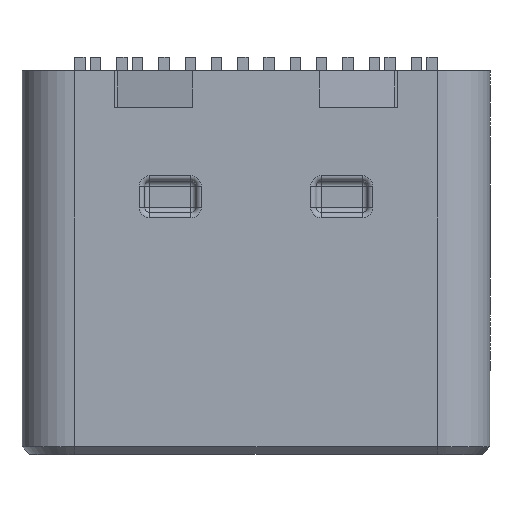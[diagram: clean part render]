
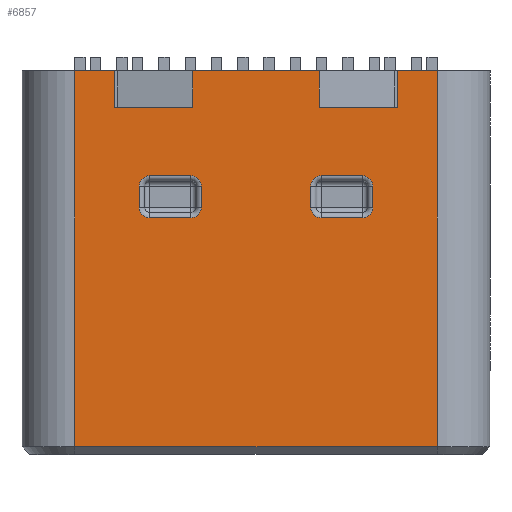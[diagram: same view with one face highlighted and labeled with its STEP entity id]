
A CAD part, top view. The second image highlights one B-rep face of the part: STEP entity #6857.
In plain terms, the highlighted planar face has unit normal (0, 0, 1).
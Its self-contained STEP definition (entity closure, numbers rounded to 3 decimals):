
#80=FACE_BOUND('',#823,.T.);
#81=FACE_BOUND('',#824,.T.);
#139=PLANE('',#7313);
#426=FACE_OUTER_BOUND('',#822,.T.);
#822=EDGE_LOOP('',(#5060,#5061,#5062,#5063,#5064,#5065,#5066,#5067,#5068,
#5069,#5070,#5071));
#823=EDGE_LOOP('',(#5072,#5073,#5074,#5075,#5076,#5077,#5078,#5079));
#824=EDGE_LOOP('',(#5080,#5081,#5082,#5083,#5084,#5085,#5086,#5087));
#1363=LINE('',#10398,#2147);
#1365=LINE('',#10403,#2149);
#1378=LINE('',#10431,#2162);
#1379=LINE('',#10434,#2163);
#1385=LINE('',#10445,#2169);
#1392=LINE('',#10459,#2176);
#1393=LINE('',#10461,#2177);
#1394=LINE('',#10463,#2178);
#1395=LINE('',#10464,#2179);
#1396=LINE('',#10465,#2180);
#1397=LINE('',#10467,#2181);
#1398=LINE('',#10468,#2182);
#1399=LINE('',#10473,#2183);
#1400=LINE('',#10477,#2184);
#1401=LINE('',#10481,#2185);
#1402=LINE('',#10484,#2186);
#1403=LINE('',#10489,#2187);
#1404=LINE('',#10493,#2188);
#1405=LINE('',#10497,#2189);
#1406=LINE('',#10500,#2190);
#2147=VECTOR('',#8256,0.75);
#2149=VECTOR('',#8260,0.75);
#2162=VECTOR('',#8279,2.4);
#2163=VECTOR('',#8282,0.7);
#2169=VECTOR('',#8292,1.5);
#2176=VECTOR('',#8305,7.15);
#2177=VECTOR('',#8306,0.7);
#2178=VECTOR('',#8307,1.5);
#2179=VECTOR('',#8308,0.7);
#2180=VECTOR('',#8309,0.7);
#2181=VECTOR('',#8310,7.15);
#2182=VECTOR('',#8311,6.9);
#2183=VECTOR('',#8314,0.4);
#2184=VECTOR('',#8317,0.78);
#2185=VECTOR('',#8320,0.4);
#2186=VECTOR('',#8323,0.78);
#2187=VECTOR('',#8326,0.4);
#2188=VECTOR('',#8329,0.78);
#2189=VECTOR('',#8332,0.4);
#2190=VECTOR('',#8335,0.78);
#2754=CIRCLE('',#7314,0.2);
#2755=CIRCLE('',#7315,0.2);
#2756=CIRCLE('',#7316,0.2);
#2757=CIRCLE('',#7317,0.2);
#2758=CIRCLE('',#7318,0.2);
#2759=CIRCLE('',#7319,0.2);
#2760=CIRCLE('',#7320,0.2);
#2761=CIRCLE('',#7321,0.2);
#3143=VERTEX_POINT('',#10395);
#3144=VERTEX_POINT('',#10397);
#3145=VERTEX_POINT('',#10401);
#3146=VERTEX_POINT('',#10402);
#3151=VERTEX_POINT('',#10415);
#3158=VERTEX_POINT('',#10429);
#3159=VERTEX_POINT('',#10433);
#3162=VERTEX_POINT('',#10442);
#3166=VERTEX_POINT('',#10458);
#3167=VERTEX_POINT('',#10460);
#3168=VERTEX_POINT('',#10462);
#3169=VERTEX_POINT('',#10466);
#3170=VERTEX_POINT('',#10469);
#3171=VERTEX_POINT('',#10470);
#3172=VERTEX_POINT('',#10472);
#3173=VERTEX_POINT('',#10474);
#3174=VERTEX_POINT('',#10476);
#3175=VERTEX_POINT('',#10478);
#3176=VERTEX_POINT('',#10480);
#3177=VERTEX_POINT('',#10482);
#3178=VERTEX_POINT('',#10485);
#3179=VERTEX_POINT('',#10486);
#3180=VERTEX_POINT('',#10488);
#3181=VERTEX_POINT('',#10490);
#3182=VERTEX_POINT('',#10492);
#3183=VERTEX_POINT('',#10494);
#3184=VERTEX_POINT('',#10496);
#3185=VERTEX_POINT('',#10498);
#3862=EDGE_CURVE('',#3144,#3143,#1363,.T.);
#3864=EDGE_CURVE('',#3145,#3146,#1365,.T.);
#3879=EDGE_CURVE('',#3151,#3158,#1378,.T.);
#3880=EDGE_CURVE('',#3144,#3159,#1379,.T.);
#3886=EDGE_CURVE('',#3159,#3162,#1385,.T.);
#3893=EDGE_CURVE('',#3166,#3145,#1392,.T.);
#3894=EDGE_CURVE('',#3146,#3167,#1393,.T.);
#3895=EDGE_CURVE('',#3168,#3167,#1394,.T.);
#3896=EDGE_CURVE('',#3151,#3168,#1395,.T.);
#3897=EDGE_CURVE('',#3158,#3162,#1396,.T.);
#3898=EDGE_CURVE('',#3169,#3143,#1397,.T.);
#3899=EDGE_CURVE('',#3166,#3169,#1398,.T.);
#3900=EDGE_CURVE('',#3170,#3171,#2754,.T.);
#3901=EDGE_CURVE('',#3171,#3172,#1399,.T.);
#3902=EDGE_CURVE('',#3172,#3173,#2755,.T.);
#3903=EDGE_CURVE('',#3173,#3174,#1400,.T.);
#3904=EDGE_CURVE('',#3174,#3175,#2756,.T.);
#3905=EDGE_CURVE('',#3175,#3176,#1401,.T.);
#3906=EDGE_CURVE('',#3176,#3177,#2757,.T.);
#3907=EDGE_CURVE('',#3177,#3170,#1402,.T.);
#3908=EDGE_CURVE('',#3178,#3179,#2758,.T.);
#3909=EDGE_CURVE('',#3179,#3180,#1403,.T.);
#3910=EDGE_CURVE('',#3180,#3181,#2759,.T.);
#3911=EDGE_CURVE('',#3181,#3182,#1404,.T.);
#3912=EDGE_CURVE('',#3182,#3183,#2760,.T.);
#3913=EDGE_CURVE('',#3183,#3184,#1405,.T.);
#3914=EDGE_CURVE('',#3184,#3185,#2761,.T.);
#3915=EDGE_CURVE('',#3185,#3178,#1406,.T.);
#5060=ORIENTED_EDGE('',*,*,#3893,.T.);
#5061=ORIENTED_EDGE('',*,*,#3864,.T.);
#5062=ORIENTED_EDGE('',*,*,#3894,.T.);
#5063=ORIENTED_EDGE('',*,*,#3895,.F.);
#5064=ORIENTED_EDGE('',*,*,#3896,.F.);
#5065=ORIENTED_EDGE('',*,*,#3879,.T.);
#5066=ORIENTED_EDGE('',*,*,#3897,.T.);
#5067=ORIENTED_EDGE('',*,*,#3886,.F.);
#5068=ORIENTED_EDGE('',*,*,#3880,.F.);
#5069=ORIENTED_EDGE('',*,*,#3862,.T.);
#5070=ORIENTED_EDGE('',*,*,#3898,.F.);
#5071=ORIENTED_EDGE('',*,*,#3899,.F.);
#5072=ORIENTED_EDGE('',*,*,#3900,.T.);
#5073=ORIENTED_EDGE('',*,*,#3901,.T.);
#5074=ORIENTED_EDGE('',*,*,#3902,.T.);
#5075=ORIENTED_EDGE('',*,*,#3903,.T.);
#5076=ORIENTED_EDGE('',*,*,#3904,.T.);
#5077=ORIENTED_EDGE('',*,*,#3905,.T.);
#5078=ORIENTED_EDGE('',*,*,#3906,.T.);
#5079=ORIENTED_EDGE('',*,*,#3907,.T.);
#5080=ORIENTED_EDGE('',*,*,#3908,.T.);
#5081=ORIENTED_EDGE('',*,*,#3909,.T.);
#5082=ORIENTED_EDGE('',*,*,#3910,.T.);
#5083=ORIENTED_EDGE('',*,*,#3911,.T.);
#5084=ORIENTED_EDGE('',*,*,#3912,.T.);
#5085=ORIENTED_EDGE('',*,*,#3913,.T.);
#5086=ORIENTED_EDGE('',*,*,#3914,.T.);
#5087=ORIENTED_EDGE('',*,*,#3915,.T.);
#6857=ADVANCED_FACE('',(#426,#80,#81),#139,.T.);
#7313=AXIS2_PLACEMENT_3D('',#10457,#8303,#8304);
#7314=AXIS2_PLACEMENT_3D('',#10471,#8312,#8313);
#7315=AXIS2_PLACEMENT_3D('',#10475,#8315,#8316);
#7316=AXIS2_PLACEMENT_3D('',#10479,#8318,#8319);
#7317=AXIS2_PLACEMENT_3D('',#10483,#8321,#8322);
#7318=AXIS2_PLACEMENT_3D('',#10487,#8324,#8325);
#7319=AXIS2_PLACEMENT_3D('',#10491,#8327,#8328);
#7320=AXIS2_PLACEMENT_3D('',#10495,#8330,#8331);
#7321=AXIS2_PLACEMENT_3D('',#10499,#8333,#8334);
#8256=DIRECTION('',(-1.,0.,0.));
#8260=DIRECTION('',(-1.,0.,0.));
#8279=DIRECTION('',(-1.,0.,0.));
#8282=DIRECTION('',(0.,-1.,0.));
#8292=DIRECTION('',(1.,0.,0.));
#8303=DIRECTION('center_axis',(0.,0.,1.));
#8304=DIRECTION('ref_axis',(1.,0.,0.));
#8305=DIRECTION('',(0.,1.,0.));
#8306=DIRECTION('',(0.,-1.,0.));
#8307=DIRECTION('',(1.,0.,0.));
#8308=DIRECTION('',(0.,-1.,0.));
#8309=DIRECTION('',(0.,-1.,0.));
#8310=DIRECTION('',(0.,1.,0.));
#8311=DIRECTION('',(-1.,0.,0.));
#8312=DIRECTION('center_axis',(0.,0.,-1.));
#8313=DIRECTION('ref_axis',(0.,1.,0.));
#8314=DIRECTION('',(0.,-1.,0.));
#8315=DIRECTION('center_axis',(0.,0.,-1.));
#8316=DIRECTION('ref_axis',(1.,0.,0.));
#8317=DIRECTION('',(-1.,0.,0.));
#8318=DIRECTION('center_axis',(0.,0.,-1.));
#8319=DIRECTION('ref_axis',(0.,-1.,0.));
#8320=DIRECTION('',(0.,1.,0.));
#8321=DIRECTION('center_axis',(0.,0.,-1.));
#8322=DIRECTION('ref_axis',(-1.,0.,0.));
#8323=DIRECTION('',(1.,0.,0.));
#8324=DIRECTION('center_axis',(0.,0.,-1.));
#8325=DIRECTION('ref_axis',(0.,-1.,0.));
#8326=DIRECTION('',(0.,1.,0.));
#8327=DIRECTION('center_axis',(0.,0.,-1.));
#8328=DIRECTION('ref_axis',(-1.,0.,0.));
#8329=DIRECTION('',(1.,0.,0.));
#8330=DIRECTION('center_axis',(0.,0.,-1.));
#8331=DIRECTION('ref_axis',(0.,1.,0.));
#8332=DIRECTION('',(0.,-1.,0.));
#8333=DIRECTION('center_axis',(0.,0.,-1.));
#8334=DIRECTION('ref_axis',(1.,0.,0.));
#8335=DIRECTION('',(-1.,0.,0.));
#10395=CARTESIAN_POINT('',(-3.45,3.78,3.32));
#10397=CARTESIAN_POINT('',(-2.7,3.78,3.32));
#10398=CARTESIAN_POINT('',(-2.7,3.78,3.32));
#10401=CARTESIAN_POINT('',(3.45,3.78,3.32));
#10402=CARTESIAN_POINT('',(2.7,3.78,3.32));
#10403=CARTESIAN_POINT('',(3.45,3.78,3.32));
#10415=CARTESIAN_POINT('',(1.2,3.78,3.32));
#10429=CARTESIAN_POINT('',(-1.2,3.78,3.32));
#10431=CARTESIAN_POINT('',(1.2,3.78,3.32));
#10433=CARTESIAN_POINT('',(-2.7,3.08,3.32));
#10434=CARTESIAN_POINT('',(-2.7,3.78,3.32));
#10442=CARTESIAN_POINT('',(-1.2,3.08,3.32));
#10445=CARTESIAN_POINT('',(-2.7,3.08,3.32));
#10457=CARTESIAN_POINT('Origin',(3.45,-3.57,3.32));
#10458=CARTESIAN_POINT('',(3.45,-3.37,3.32));
#10459=CARTESIAN_POINT('',(3.45,-3.37,3.32));
#10460=CARTESIAN_POINT('',(2.7,3.08,3.32));
#10461=CARTESIAN_POINT('',(2.7,3.78,3.32));
#10462=CARTESIAN_POINT('',(1.2,3.08,3.32));
#10463=CARTESIAN_POINT('',(1.2,3.08,3.32));
#10464=CARTESIAN_POINT('',(1.2,3.78,3.32));
#10465=CARTESIAN_POINT('',(-1.2,3.78,3.32));
#10466=CARTESIAN_POINT('',(-3.45,-3.37,3.32));
#10467=CARTESIAN_POINT('',(-3.45,-3.37,3.32));
#10468=CARTESIAN_POINT('',(3.45,-3.37,3.32));
#10469=CARTESIAN_POINT('',(-1.24,1.78,3.32));
#10470=CARTESIAN_POINT('',(-1.04,1.58,3.32));
#10471=CARTESIAN_POINT('Origin',(-1.24,1.58,3.32));
#10472=CARTESIAN_POINT('',(-1.04,1.18,3.32));
#10473=CARTESIAN_POINT('',(-1.04,1.58,3.32));
#10474=CARTESIAN_POINT('',(-1.24,0.98,3.32));
#10475=CARTESIAN_POINT('Origin',(-1.24,1.18,3.32));
#10476=CARTESIAN_POINT('',(-2.02,0.98,3.32));
#10477=CARTESIAN_POINT('',(-1.24,0.98,3.32));
#10478=CARTESIAN_POINT('',(-2.22,1.18,3.32));
#10479=CARTESIAN_POINT('Origin',(-2.02,1.18,3.32));
#10480=CARTESIAN_POINT('',(-2.22,1.58,3.32));
#10481=CARTESIAN_POINT('',(-2.22,1.18,3.32));
#10482=CARTESIAN_POINT('',(-2.02,1.78,3.32));
#10483=CARTESIAN_POINT('Origin',(-2.02,1.58,3.32));
#10484=CARTESIAN_POINT('',(-2.02,1.78,3.32));
#10485=CARTESIAN_POINT('',(1.24,0.98,3.32));
#10486=CARTESIAN_POINT('',(1.04,1.18,3.32));
#10487=CARTESIAN_POINT('Origin',(1.24,1.18,3.32));
#10488=CARTESIAN_POINT('',(1.04,1.58,3.32));
#10489=CARTESIAN_POINT('',(1.04,1.18,3.32));
#10490=CARTESIAN_POINT('',(1.24,1.78,3.32));
#10491=CARTESIAN_POINT('Origin',(1.24,1.58,3.32));
#10492=CARTESIAN_POINT('',(2.02,1.78,3.32));
#10493=CARTESIAN_POINT('',(1.24,1.78,3.32));
#10494=CARTESIAN_POINT('',(2.22,1.58,3.32));
#10495=CARTESIAN_POINT('Origin',(2.02,1.58,3.32));
#10496=CARTESIAN_POINT('',(2.22,1.18,3.32));
#10497=CARTESIAN_POINT('',(2.22,1.58,3.32));
#10498=CARTESIAN_POINT('',(2.02,0.98,3.32));
#10499=CARTESIAN_POINT('Origin',(2.02,1.18,3.32));
#10500=CARTESIAN_POINT('',(2.02,0.98,3.32));
